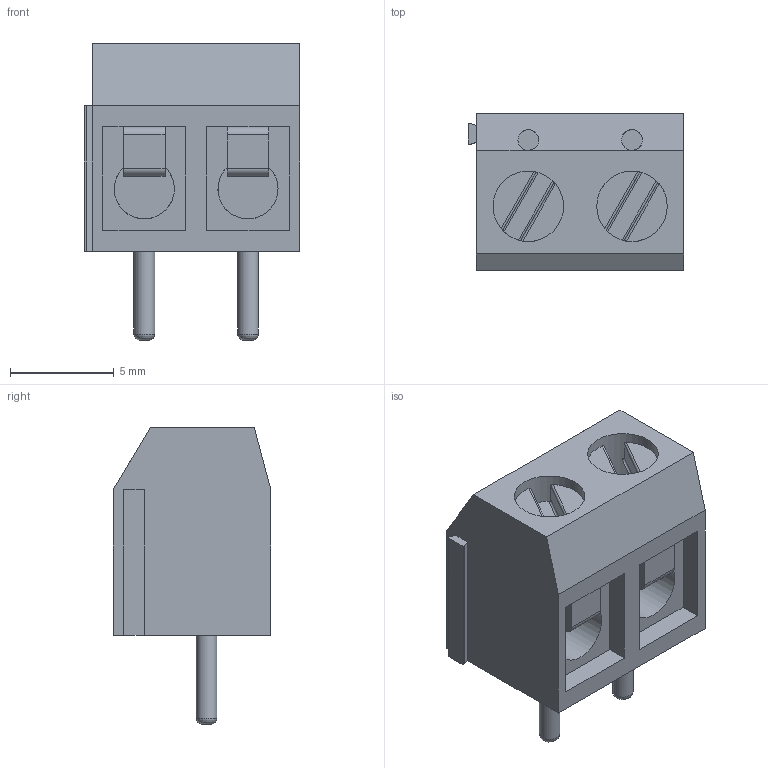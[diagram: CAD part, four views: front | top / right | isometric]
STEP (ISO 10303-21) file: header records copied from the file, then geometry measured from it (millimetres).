
FILE_DESCRIPTION(('FreeCAD Model'),'2;1');
FILE_NAME('DG301-5.0-2.step','2023-04-16T15:26:35',('kicad StepUp') ,('ksu MCAD'),'Open CASCADE STEP processor 7.4','FreeCAD','Unknown');
FILE_SCHEMA(('AUTOMOTIVE_DESIGN { 1 0 10303 214 1 1 1 1 }'));
Length unit declared in the file: millimetre
Products named in the file (1): DG301-5.0-2
Bounding box: 10.4 x 7.6 x 14.3 mm (x, y, z)
Volume: 563.3 mm3; surface area: 1256.6 mm2
Topology: 7 solids, 7 shells, 97 faces, 253 edges, 162 vertices
Faces by surface type: plane 73, cylinder 22, revolution 2
Full cylindrical faces by diameter (mm): 1 x4, 2.9 x2, 3.4 x3
Entity records: 3665 total; most frequent: CARTESIAN_POINT 647, ORIENTED_EDGE 486, DIRECTION 465, EDGE_CURVE 243, LINE 179, VECTOR 179, VERTEX_POINT 158, AXIS2_PLACEMENT_3D 142
